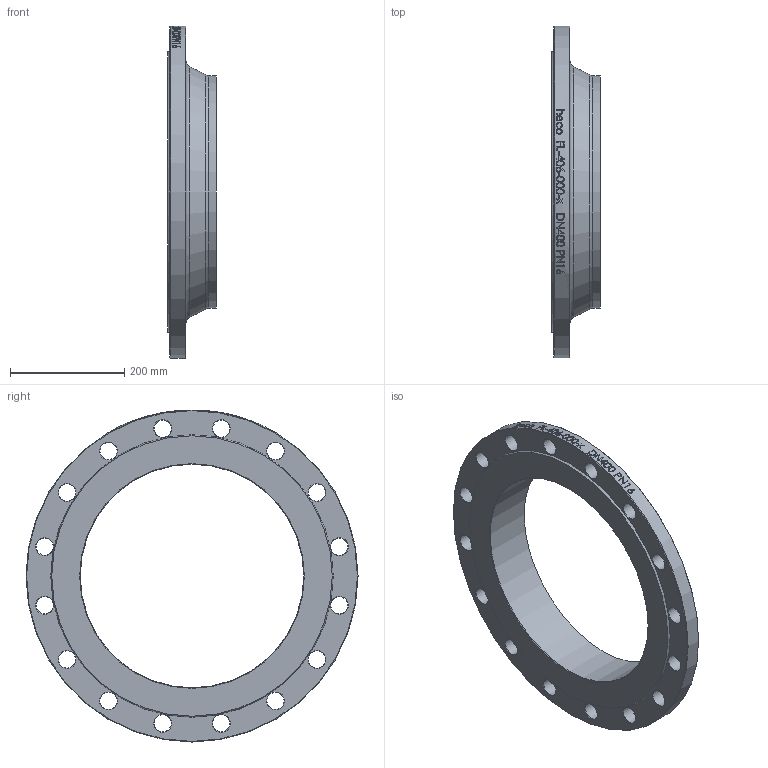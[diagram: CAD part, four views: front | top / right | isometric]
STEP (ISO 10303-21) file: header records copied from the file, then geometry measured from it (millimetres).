
FILE_DESCRIPTION (( 'STEP AP214' ), '1' );
FILE_NAME ('FL-406-000-x Vorschweissflansch DN400 PN16 iso DIN2633 2009.STEP', '2020-09-18T12:16:36', ( '' ), ( '' ), 'SwSTEP 2.0', 'SolidWorks 2019', '' );
FILE_SCHEMA (( 'AUTOMOTIVE_DESIGN' ));
Length unit declared in the file: millimetre
Products named in the file (1): FL-406-000-x Vorschweissflansch DN400 PN16 iso DIN2633 2009
Bounding box: 85 x 580 x 580 mm (x, y, z)
Volume: 5020132.4 mm3; surface area: 512401.5 mm2
Topology: 1 solids, 1 shells, 101 faces, 402 edges, 343 vertices
Faces by surface type: cylinder 58, cone 37, plane 4, torus 2
Full cylindrical faces by diameter (mm): 30 x16, 390.4 x1, 406.4 x1, 580 x1
Entity records: 11356 total; most frequent: CARTESIAN_POINT 7968, ORIENTED_EDGE 646, DIRECTION 512, VERTEX_POINT 323, EDGE_CURVE 323, EDGE_LOOP 234, AXIS2_PLACEMENT_3D 234, B_SPLINE_CURVE_WITH_KNOTS 147
